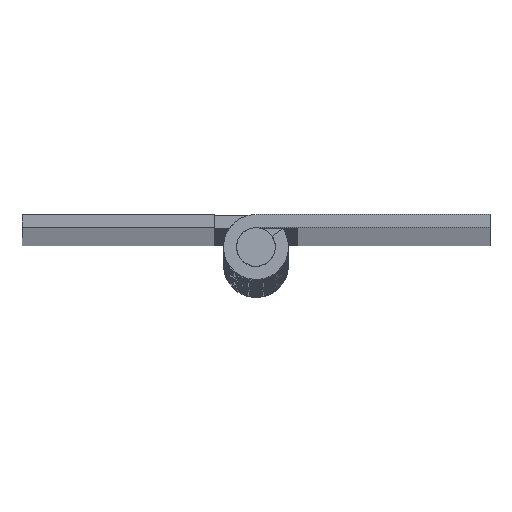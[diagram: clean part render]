
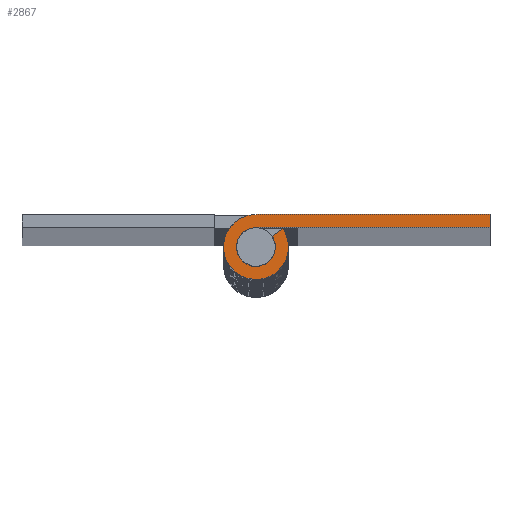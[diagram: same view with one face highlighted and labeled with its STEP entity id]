
A CAD part, top view. The second image highlights one B-rep face of the part: STEP entity #2867.
In plain terms, the highlighted free-form (B-spline) face has degree [1, 1] with [2, 2] control points.
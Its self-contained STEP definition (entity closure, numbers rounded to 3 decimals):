
#2790=CARTESIAN_POINT('',(-1.762,1.375,400.0));
#2791=CARTESIAN_POINT('',(9.512,1.375,400.0));
#2792=CARTESIAN_POINT('',(-1.762,-1.374,400.0));
#2793=CARTESIAN_POINT('',(9.512,-1.374,400.0));
#2794=B_SPLINE_SURFACE_WITH_KNOTS('',1,1,((#2790,#2792),(#2791,#2793)),.UNSPECIFIED.,.F.,.F.,.U.,(2,2),(2,2),(0.0,11.274),(0.0,2.749),.UNSPECIFIED.);
#2795=CARTESIAN_POINT('',(0.,0.75,400.0));
#2796=VERTEX_POINT('',#2795);
#2797=CARTESIAN_POINT('',(9.0,0.75,400.0));
#2798=VERTEX_POINT('',#2797);
#2799=CARTESIAN_POINT('',(0.,0.75,400.0));
#2800=CARTESIAN_POINT('',(9.0,0.75,400.0));
#2801=QUASI_UNIFORM_CURVE('',1,(#2799,#2800),.UNSPECIFIED.,.F.,.U.);
#2802=EDGE_CURVE('',#2796,#2798,#2801,.T.);
#2803=ORIENTED_EDGE('',*,*,#2802,.T.);
#2804=CARTESIAN_POINT('',(9.0,1.25,400.0));
#2805=VERTEX_POINT('',#2804);
#2806=CARTESIAN_POINT('',(9.0,0.75,400.0));
#2807=CARTESIAN_POINT('',(9.0,1.25,400.0));
#2808=QUASI_UNIFORM_CURVE('',1,(#2806,#2807),.UNSPECIFIED.,.F.,.U.);
#2809=EDGE_CURVE('',#2798,#2805,#2808,.T.);
#2810=ORIENTED_EDGE('',*,*,#2809,.T.);
#2811=CARTESIAN_POINT('',(0.0,1.25,400.0));
#2812=VERTEX_POINT('',#2811);
#2813=CARTESIAN_POINT('',(9.0,1.25,400.0));
#2814=CARTESIAN_POINT('',(0.0,1.25,400.0));
#2815=QUASI_UNIFORM_CURVE('',1,(#2813,#2814),.UNSPECIFIED.,.F.,.U.);
#2816=EDGE_CURVE('',#2805,#2812,#2815,.T.);
#2817=ORIENTED_EDGE('',*,*,#2816,.T.);
#2818=CARTESIAN_POINT('',(1.036,0.7,400.0));
#2819=VERTEX_POINT('',#2818);
#2820=CARTESIAN_POINT('',(0.0,1.25,400.0));
#2821=CARTESIAN_POINT('',(-0.977,1.25,400.0));
#2822=CARTESIAN_POINT('',(-1.213,0.302,400.0));
#2823=CARTESIAN_POINT('',(-1.449,-0.646,400.0));
#2824=CARTESIAN_POINT('',(-0.586,-1.104,400.0));
#2825=CARTESIAN_POINT('',(0.276,-1.562,400.0));
#2826=CARTESIAN_POINT('',(0.93,-0.836,400.0));
#2827=CARTESIAN_POINT('',(1.583,-0.109,400.0));
#2828=CARTESIAN_POINT('',(1.036,0.7,400.0));
#2836=(BOUNDED_CURVE()B_SPLINE_CURVE(2,(#2820,#2821,#2822,#2823,#2824,#2825,#2826,#2827,#2828),.UNSPECIFIED.,.F.,.U.)B_SPLINE_CURVE_WITH_KNOTS((3,2,2,2,3),(0.0,0.25,0.5,0.75,1.0),.UNSPECIFIED.)CURVE()GEOMETRIC_REPRESENTATION_ITEM()RATIONAL_B_SPLINE_CURVE((1.0,0.788,1.0,0.788,1.0,0.788,1.0,0.788,1.0))REPRESENTATION_ITEM(''));
#2837=EDGE_CURVE('',#2812,#2819,#2836,.T.);
#2838=ORIENTED_EDGE('',*,*,#2837,.T.);
#2839=CARTESIAN_POINT('',(0.621,0.42,400.0));
#2840=VERTEX_POINT('',#2839);
#2841=CARTESIAN_POINT('',(1.036,0.7,400.0));
#2842=CARTESIAN_POINT('',(0.621,0.42,400.0));
#2843=QUASI_UNIFORM_CURVE('',1,(#2841,#2842),.UNSPECIFIED.,.F.,.U.);
#2844=EDGE_CURVE('',#2819,#2840,#2843,.T.);
#2845=ORIENTED_EDGE('',*,*,#2844,.T.);
#2846=CARTESIAN_POINT('',(0.0,0.75,400.0));
#2847=CARTESIAN_POINT('',(-0.586,0.75,400.));
#2848=CARTESIAN_POINT('',(-0.728,0.181,400.0));
#2849=CARTESIAN_POINT('',(-0.869,-0.387,400.));
#2850=CARTESIAN_POINT('',(-0.352,-0.662,400.0));
#2851=CARTESIAN_POINT('',(0.166,-0.937,400.));
#2852=CARTESIAN_POINT('',(0.558,-0.501,400.0));
#2853=CARTESIAN_POINT('',(0.95,-0.066,400.));
#2854=CARTESIAN_POINT('',(0.621,0.42,400.0));
#2862=(BOUNDED_CURVE()B_SPLINE_CURVE(2,(#2846,#2847,#2848,#2849,#2850,#2851,#2852,#2853,#2854),.UNSPECIFIED.,.F.,.U.)B_SPLINE_CURVE_WITH_KNOTS((3,2,2,2,3),(0.0,0.25,0.5,0.75,1.0),.UNSPECIFIED.)CURVE()GEOMETRIC_REPRESENTATION_ITEM()RATIONAL_B_SPLINE_CURVE((1.0,0.788,1.0,0.788,1.0,0.788,1.0,0.788,1.0))REPRESENTATION_ITEM(''));
#2863=EDGE_CURVE('',#2796,#2840,#2862,.T.);
#2864=ORIENTED_EDGE('',*,*,#2863,.F.);
#2865=EDGE_LOOP('',(#2803,#2810,#2817,#2838,#2845,#2864));
#2866=FACE_OUTER_BOUND('',#2865,.T.);
#2867=ADVANCED_FACE('',(#2866),#2794,.F.);
